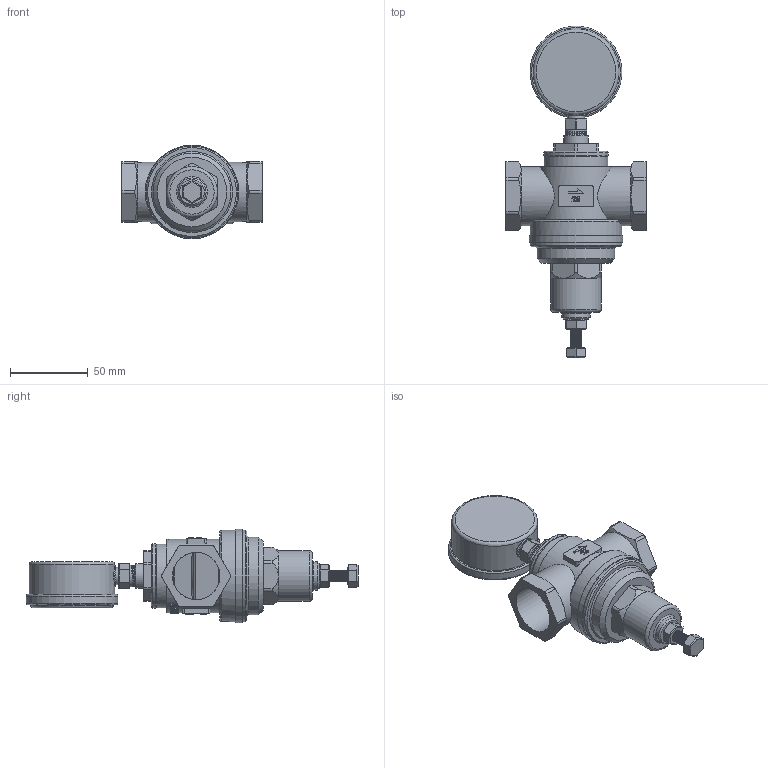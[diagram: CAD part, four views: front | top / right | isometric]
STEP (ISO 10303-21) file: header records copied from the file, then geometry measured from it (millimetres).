
FILE_DESCRIPTION(/* description */ (''),/* implementation_level */ '2;1');
FILE_NAME(/* name */ 'RET25-S-Gaz.stp',/* time_stamp */ '2014-07-16T10:49:18+02:00',/* author */ ('fballet'),/* organization */ (''),/* preprocessor_version */ 'ST-DEVELOPER v15.2',/* originating_system */ 'Autodesk Inventor 2014',/* authorisation */ '');
FILE_SCHEMA (('AUTOMOTIVE_DESIGN { 1 0 10303 214 3 1 1 }'));
Length unit declared in the file: centimetre
Products named in the file (1): RET25-S
Bounding box: 90 x 213.1 x 60 mm (x, y, z)
Volume: 163158.3 mm3; surface area: 74988.8 mm2
Topology: 6 solids, 8 shells, 599 faces, 1724 edges, 1184 vertices
Faces by surface type: plane 326, cylinder 130, bspline 97, cone 24, sphere 12, torus 10
Full cylindrical faces by diameter (mm): 2.7 x3, 8 x2, 11.048 x1, 11.378 x1, 13.952 x9, 16 x1, 18 x1, 23 x1, 25 x1, 26.5 x1, 27 x2, 30 x1, 30.5 x2, 32.5 x1, 33.5 x1, 37 x1, 38 x2, 38.5 x1, 39.181 x1, 41 x1, 41.27 x1, 43 x1, 45 x2, 48.5 x1, 50 x2, 53 x1, 55 x1, 55.031 x1, 58.5 x1, 59 x2
Entity records: 28203 total; most frequent: CARTESIAN_POINT 13558, ORIENTED_EDGE 3234, DIRECTION 2382, EDGE_CURVE 1617, VERTEX_POINT 1167, AXIS2_PLACEMENT_3D 798, LINE 786, VECTOR 786
